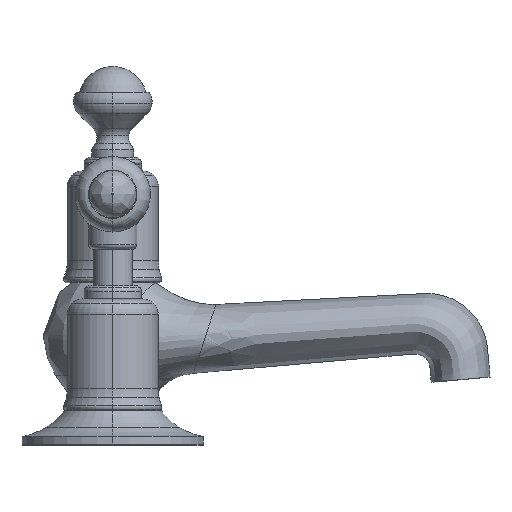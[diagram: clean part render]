
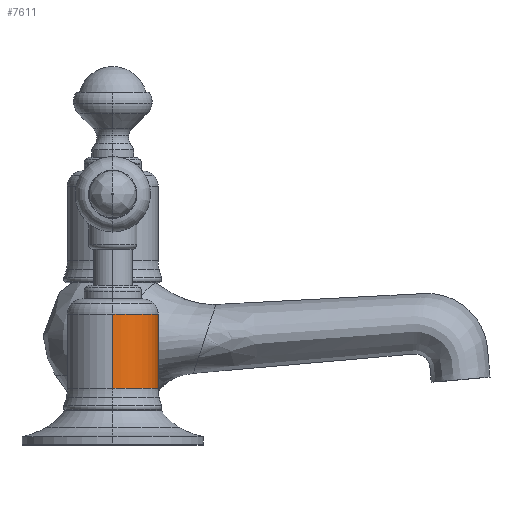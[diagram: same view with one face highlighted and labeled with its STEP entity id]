
A CAD part, top view. The second image highlights one B-rep face of the part: STEP entity #7611.
In plain terms, the highlighted cylindrical face has radius 15 mm (diameter 30 mm), a partial arc.
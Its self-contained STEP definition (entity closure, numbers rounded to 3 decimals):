
#7122=DIRECTION('',(0.,-1.,0.));
#7123=VECTOR('',#7122,24.5);
#7124=CARTESIAN_POINT('',(19.072,19.107,85.));
#7125=LINE('',#7124,#7123);
#7126=DIRECTION('',(0.,-1.,0.));
#7127=VECTOR('',#7126,24.5);
#7128=CARTESIAN_POINT('',(19.072,19.107,115.));
#7129=LINE('',#7128,#7127);
#7130=CARTESIAN_POINT('',(19.072,-5.393,100.));
#7131=DIRECTION('',(0.,-1.,0.));
#7132=DIRECTION('',(0.,0.,-1.));
#7133=AXIS2_PLACEMENT_3D('',#7130,#7131,#7132);
#7413=CARTESIAN_POINT('',(19.072,19.107,100.));
#7414=DIRECTION('',(0.,1.,0.));
#7415=DIRECTION('',(0.,0.,1.));
#7416=AXIS2_PLACEMENT_3D('',#7413,#7414,#7415);
#7511=CARTESIAN_POINT('',(19.072,19.107,115.));
#7512=VERTEX_POINT('',#7511);
#7513=CARTESIAN_POINT('',(19.072,19.107,85.));
#7514=VERTEX_POINT('',#7513);
#7515=CARTESIAN_POINT('',(19.072,-5.393,115.));
#7516=VERTEX_POINT('',#7515);
#7517=CARTESIAN_POINT('',(19.072,-5.393,85.));
#7518=VERTEX_POINT('',#7517);
#7598=CARTESIAN_POINT('',(19.072,-26.863,100.));
#7599=DIRECTION('',(0.,-1.,0.));
#7600=DIRECTION('',(0.,0.,-1.));
#7601=AXIS2_PLACEMENT_3D('',#7598,#7599,#7600);
#7602=CYLINDRICAL_SURFACE('',#7601,15.);
#7604=ORIENTED_EDGE('',*,*,#7603,.T.);
#7605=ORIENTED_EDGE('',*,*,#7593,.F.);
#7607=ORIENTED_EDGE('',*,*,#7606,.T.);
#7608=ORIENTED_EDGE('',*,*,#7589,.T.);
#7609=EDGE_LOOP('',(#7604,#7605,#7607,#7608));
#7610=FACE_OUTER_BOUND('',#7609,.F.);
#7611=ADVANCED_FACE('',(#7610),#7602,.T.);
#7134=CIRCLE('',#7133,15.);
#7417=CIRCLE('',#7416,15.);
#7589=EDGE_CURVE('',#7514,#7518,#7125,.T.);
#7593=EDGE_CURVE('',#7512,#7516,#7129,.T.);
#7603=EDGE_CURVE('',#7518,#7516,#7134,.T.);
#7606=EDGE_CURVE('',#7512,#7514,#7417,.T.);
